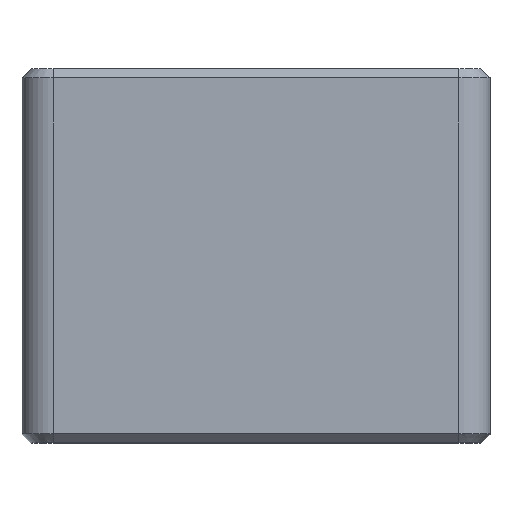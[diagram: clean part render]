
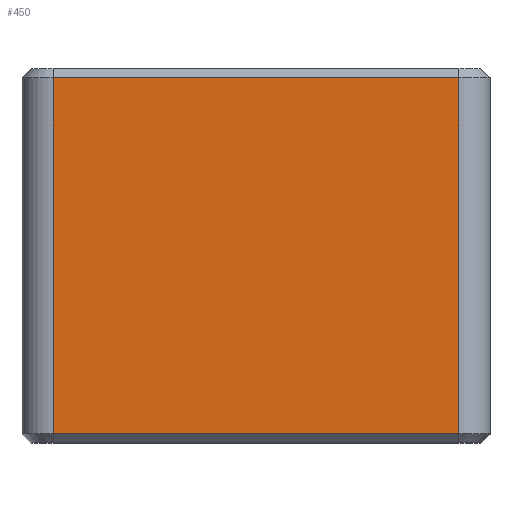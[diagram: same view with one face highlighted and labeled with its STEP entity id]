
A CAD part, top view. The second image highlights one B-rep face of the part: STEP entity #450.
In plain terms, the highlighted planar face has unit normal (0, 0, 1).
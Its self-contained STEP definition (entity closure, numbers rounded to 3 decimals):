
#12 = EDGE_CURVE ( 'NONE', #35, #92, #315, .T. ) ;
#28 = CARTESIAN_POINT ( 'NONE',  ( 65., 3., 45. ) ) ;
#35 = VERTEX_POINT ( 'NONE', #387 ) ;
#70 = EDGE_CURVE ( 'NONE', #93, #35, #759, .T. ) ;
#77 = CARTESIAN_POINT ( 'NONE',  ( -65., 120., 45. ) ) ;
#92 = VERTEX_POINT ( 'NONE', #28 ) ;
#93 = VERTEX_POINT ( 'NONE', #630 ) ;
#111 = DIRECTION ( 'NONE',  ( -1., 0., 0. ) ) ;
#139 = FACE_OUTER_BOUND ( 'NONE', #740, .T. ) ;
#150 = VECTOR ( 'NONE', #619, 1000. ) ;
#204 = LINE ( 'NONE', #463, #663 ) ;
#216 = AXIS2_PLACEMENT_3D ( 'NONE', #718, #481, #538 ) ;
#225 = CARTESIAN_POINT ( 'NONE',  ( 65., 120., 45. ) ) ;
#242 = VECTOR ( 'NONE', #467, 1000. ) ;
#274 = CARTESIAN_POINT ( 'NONE',  ( -75., 3., 45. ) ) ;
#315 = LINE ( 'NONE', #274, #150 ) ;
#325 = ORIENTED_EDGE ( 'NONE', *, *, #499, .T. ) ;
#327 = ORIENTED_EDGE ( 'NONE', *, *, #70, .T. ) ;
#359 = ORIENTED_EDGE ( 'NONE', *, *, #12, .T. ) ;
#387 = CARTESIAN_POINT ( 'NONE',  ( -65., 3., 45. ) ) ;
#417 = ORIENTED_EDGE ( 'NONE', *, *, #554, .T. ) ;
#427 = VECTOR ( 'NONE', #559, 1000. ) ;
#450 = ADVANCED_FACE ( 'NONE', ( #139 ), #662, .F. ) ;
#463 = CARTESIAN_POINT ( 'NONE',  ( -65., 117., 45. ) ) ;
#467 = DIRECTION ( 'NONE',  ( 0., 1., 0. ) ) ;
#481 = DIRECTION ( 'NONE',  ( 0., 0., -1. ) ) ;
#499 = EDGE_CURVE ( 'NONE', #92, #573, #713, .T. ) ;
#538 = DIRECTION ( 'NONE',  ( -1., 0., 0. ) ) ;
#554 = EDGE_CURVE ( 'NONE', #573, #93, #204, .T. ) ;
#559 = DIRECTION ( 'NONE',  ( 0., -1., 0. ) ) ;
#573 = VERTEX_POINT ( 'NONE', #638 ) ;
#619 = DIRECTION ( 'NONE',  ( 1., 0., 0. ) ) ;
#630 = CARTESIAN_POINT ( 'NONE',  ( -65., 117., 45. ) ) ;
#638 = CARTESIAN_POINT ( 'NONE',  ( 65., 117., 45. ) ) ;
#662 = PLANE ( 'NONE',  #216 ) ;
#663 = VECTOR ( 'NONE', #111, 1000. ) ;
#713 = LINE ( 'NONE', #225, #242 ) ;
#718 = CARTESIAN_POINT ( 'NONE',  ( -75., 120., 45. ) ) ;
#740 = EDGE_LOOP ( 'NONE', ( #327, #359, #325, #417 ) ) ;
#759 = LINE ( 'NONE', #77, #427 ) ;
